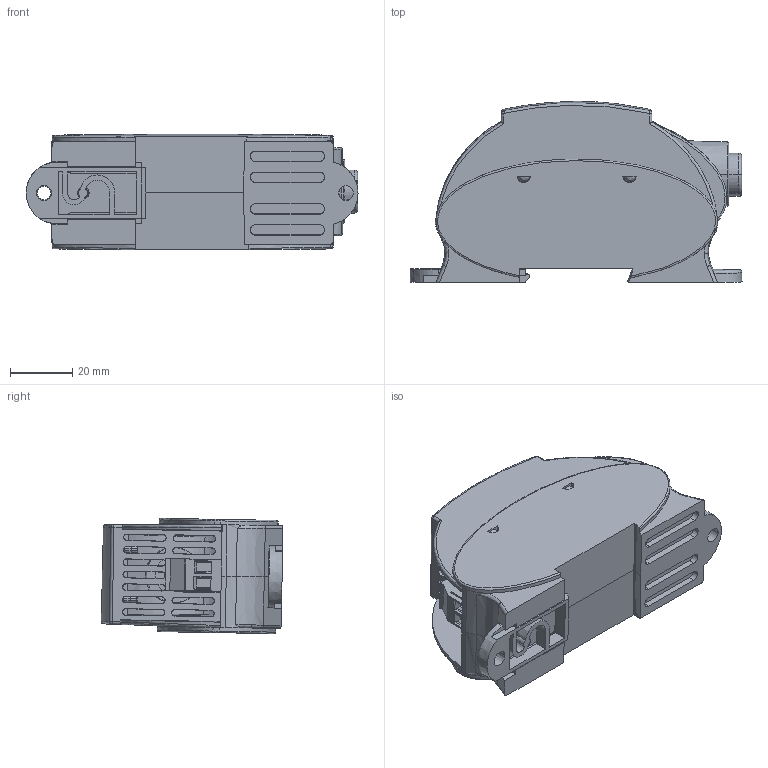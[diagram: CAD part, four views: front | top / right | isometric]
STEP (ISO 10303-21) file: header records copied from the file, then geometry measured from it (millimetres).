
FILE_DESCRIPTION (( 'STEP AP214' ), '1' );
FILE_NAME ('ACTR2000-42L-S.STEP', '2023-10-30T21:44:08', ( '' ), ( '' ), 'SwSTEP 2.0', 'SolidWorks 2021', '' );
FILE_SCHEMA (( 'AUTOMOTIVE_DESIGN' ));
Length unit declared in the file: inch
Products named in the file (1): ACTR2000-42L-S
Bounding box: 106.75 x 58.37 x 37.08 mm (x, y, z)
Volume: 51158 mm3; surface area: 53086.1 mm2
Topology: 8 solids, 8 shells, 723 faces, 1966 edges, 1271 vertices
Faces by surface type: plane 379, cone 127, cylinder 123, bspline 80, sphere 10, torus 4
Entity records: 36675 total; most frequent: CARTESIAN_POINT 19244, ORIENTED_EDGE 3932, DIRECTION 3138, EDGE_CURVE 1966, VERTEX_POINT 1271, LINE 1172, VECTOR 1172, AXIS2_PLACEMENT_3D 983
